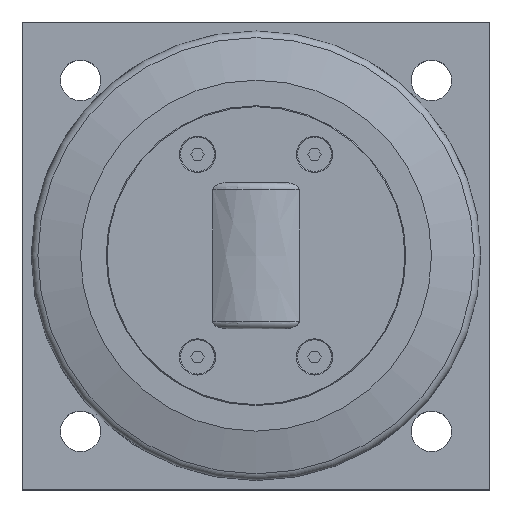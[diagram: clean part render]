
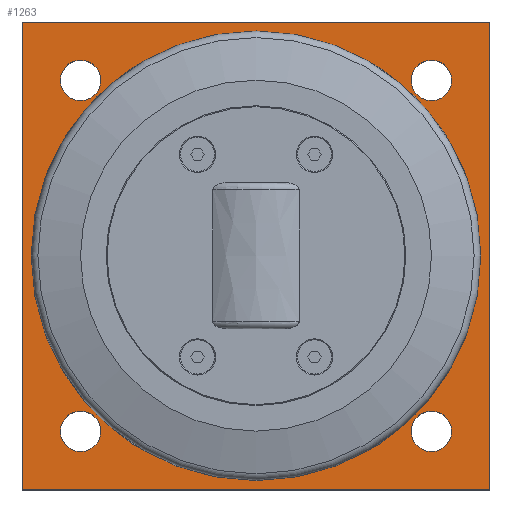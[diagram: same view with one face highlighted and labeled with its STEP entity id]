
A CAD part, top view. The second image highlights one B-rep face of the part: STEP entity #1263.
In plain terms, the highlighted planar face has unit normal (0, 0, 1).
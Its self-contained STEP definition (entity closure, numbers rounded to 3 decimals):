
#59=FACE_BOUND('',#275,.T.);
#60=FACE_BOUND('',#276,.T.);
#61=FACE_BOUND('',#277,.T.);
#62=FACE_BOUND('',#278,.T.);
#63=FACE_BOUND('',#279,.T.);
#102=CIRCLE('',#1382,6.918);
#103=CIRCLE('',#1383,6.918);
#105=CIRCLE('',#1386,6.918);
#106=CIRCLE('',#1387,6.918);
#108=CIRCLE('',#1390,6.918);
#109=CIRCLE('',#1391,6.918);
#111=CIRCLE('',#1394,6.918);
#112=CIRCLE('',#1395,6.918);
#114=CIRCLE('',#1399,51.);
#192=FACE_OUTER_BOUND('',#274,.T.);
#274=EDGE_LOOP('',(#1097,#1098,#1099,#1100));
#275=EDGE_LOOP('',(#1101,#1102));
#276=EDGE_LOOP('',(#1103,#1104));
#277=EDGE_LOOP('',(#1105,#1106));
#278=EDGE_LOOP('',(#1107,#1108));
#279=EDGE_LOOP('',(#1109));
#378=LINE('',#2123,#483);
#382=LINE('',#2131,#487);
#385=LINE('',#2137,#490);
#388=LINE('',#2142,#493);
#483=VECTOR('',#1683,10.);
#487=VECTOR('',#1689,10.);
#490=VECTOR('',#1694,10.);
#493=VECTOR('',#1699,10.);
#590=VERTEX_POINT('',#2121);
#591=VERTEX_POINT('',#2122);
#594=VERTEX_POINT('',#2130);
#596=VERTEX_POINT('',#2136);
#598=VERTEX_POINT('',#2145);
#599=VERTEX_POINT('',#2146);
#601=VERTEX_POINT('',#2153);
#602=VERTEX_POINT('',#2154);
#604=VERTEX_POINT('',#2161);
#605=VERTEX_POINT('',#2162);
#607=VERTEX_POINT('',#2169);
#608=VERTEX_POINT('',#2170);
#610=VERTEX_POINT('',#2178);
#753=EDGE_CURVE('',#590,#591,#378,.T.);
#757=EDGE_CURVE('',#594,#590,#382,.T.);
#760=EDGE_CURVE('',#596,#594,#385,.T.);
#763=EDGE_CURVE('',#591,#596,#388,.T.);
#765=EDGE_CURVE('',#598,#599,#102,.T.);
#766=EDGE_CURVE('',#599,#598,#103,.T.);
#769=EDGE_CURVE('',#601,#602,#105,.T.);
#770=EDGE_CURVE('',#602,#601,#106,.T.);
#773=EDGE_CURVE('',#604,#605,#108,.T.);
#774=EDGE_CURVE('',#605,#604,#109,.T.);
#777=EDGE_CURVE('',#607,#608,#111,.T.);
#778=EDGE_CURVE('',#608,#607,#112,.T.);
#781=EDGE_CURVE('',#610,#610,#114,.T.);
#1097=ORIENTED_EDGE('',*,*,#763,.F.);
#1098=ORIENTED_EDGE('',*,*,#753,.F.);
#1099=ORIENTED_EDGE('',*,*,#757,.F.);
#1100=ORIENTED_EDGE('',*,*,#760,.F.);
#1101=ORIENTED_EDGE('',*,*,#777,.T.);
#1102=ORIENTED_EDGE('',*,*,#778,.T.);
#1103=ORIENTED_EDGE('',*,*,#773,.T.);
#1104=ORIENTED_EDGE('',*,*,#774,.T.);
#1105=ORIENTED_EDGE('',*,*,#769,.T.);
#1106=ORIENTED_EDGE('',*,*,#770,.T.);
#1107=ORIENTED_EDGE('',*,*,#765,.T.);
#1108=ORIENTED_EDGE('',*,*,#766,.T.);
#1109=ORIENTED_EDGE('',*,*,#781,.T.);
#1201=PLANE('',#1398);
#1263=ADVANCED_FACE('',(#192,#59,#60,#61,#62,#63),#1201,.T.);
#1382=AXIS2_PLACEMENT_3D('',#2147,#1703,#1704);
#1383=AXIS2_PLACEMENT_3D('',#2148,#1705,#1706);
#1386=AXIS2_PLACEMENT_3D('',#2155,#1712,#1713);
#1387=AXIS2_PLACEMENT_3D('',#2156,#1714,#1715);
#1390=AXIS2_PLACEMENT_3D('',#2163,#1721,#1722);
#1391=AXIS2_PLACEMENT_3D('',#2164,#1723,#1724);
#1394=AXIS2_PLACEMENT_3D('',#2171,#1730,#1731);
#1395=AXIS2_PLACEMENT_3D('',#2172,#1732,#1733);
#1398=AXIS2_PLACEMENT_3D('',#2177,#1739,#1740);
#1399=AXIS2_PLACEMENT_3D('',#2179,#1741,#1742);
#1683=DIRECTION('',(-1.,0.,0.));
#1689=DIRECTION('',(0.,-1.,0.));
#1694=DIRECTION('',(1.,0.,0.));
#1699=DIRECTION('',(0.,1.,0.));
#1703=DIRECTION('center_axis',(0.,0.,-1.));
#1704=DIRECTION('ref_axis',(1.,0.,0.));
#1705=DIRECTION('center_axis',(0.,0.,-1.));
#1706=DIRECTION('ref_axis',(1.,0.,0.));
#1712=DIRECTION('center_axis',(0.,0.,-1.));
#1713=DIRECTION('ref_axis',(1.,0.,0.));
#1714=DIRECTION('center_axis',(0.,0.,-1.));
#1715=DIRECTION('ref_axis',(1.,0.,0.));
#1721=DIRECTION('center_axis',(0.,0.,-1.));
#1722=DIRECTION('ref_axis',(1.,0.,0.));
#1723=DIRECTION('center_axis',(0.,0.,-1.));
#1724=DIRECTION('ref_axis',(1.,0.,0.));
#1730=DIRECTION('center_axis',(0.,0.,-1.));
#1731=DIRECTION('ref_axis',(1.,0.,0.));
#1732=DIRECTION('center_axis',(0.,0.,-1.));
#1733=DIRECTION('ref_axis',(1.,0.,0.));
#1739=DIRECTION('center_axis',(0.,0.,1.));
#1740=DIRECTION('ref_axis',(1.,0.,0.));
#1741=DIRECTION('center_axis',(0.,0.,-1.));
#1742=DIRECTION('ref_axis',(0.,-1.,0.));
#2121=CARTESIAN_POINT('',(160.,0.,25.));
#2122=CARTESIAN_POINT('',(0.,0.,25.));
#2123=CARTESIAN_POINT('',(0.,0.,25.));
#2130=CARTESIAN_POINT('',(160.,160.,25.));
#2131=CARTESIAN_POINT('',(160.,0.,25.));
#2136=CARTESIAN_POINT('',(0.,160.,25.));
#2137=CARTESIAN_POINT('',(160.,160.,25.));
#2142=CARTESIAN_POINT('',(0.,160.,25.));
#2145=CARTESIAN_POINT('',(26.917,140.,25.));
#2146=CARTESIAN_POINT('',(13.082,140.,25.));
#2147=CARTESIAN_POINT('Origin',(20.,140.,25.));
#2148=CARTESIAN_POINT('Origin',(20.,140.,25.));
#2153=CARTESIAN_POINT('',(146.918,140.,25.));
#2154=CARTESIAN_POINT('',(133.083,140.,25.));
#2155=CARTESIAN_POINT('Origin',(140.,140.,25.));
#2156=CARTESIAN_POINT('Origin',(140.,140.,25.));
#2161=CARTESIAN_POINT('',(146.918,20.,25.));
#2162=CARTESIAN_POINT('',(133.083,20.,25.));
#2163=CARTESIAN_POINT('Origin',(140.,20.,25.));
#2164=CARTESIAN_POINT('Origin',(140.,20.,25.));
#2169=CARTESIAN_POINT('',(26.917,20.,25.));
#2170=CARTESIAN_POINT('',(13.082,20.,25.));
#2171=CARTESIAN_POINT('Origin',(20.,20.,25.));
#2172=CARTESIAN_POINT('Origin',(20.,20.,25.));
#2177=CARTESIAN_POINT('Origin',(80.,80.,25.));
#2178=CARTESIAN_POINT('',(80.,131.,25.));
#2179=CARTESIAN_POINT('Origin',(80.,80.,25.));
